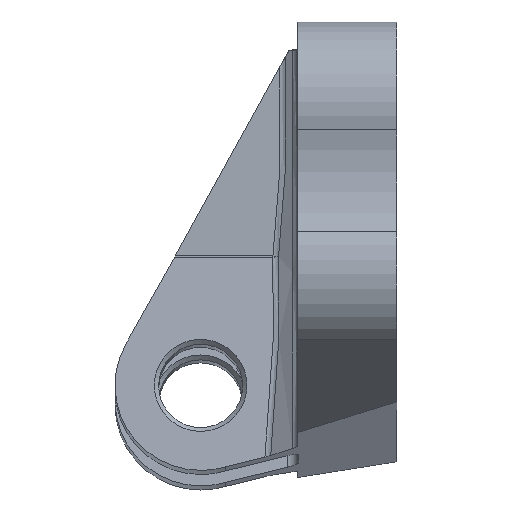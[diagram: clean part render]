
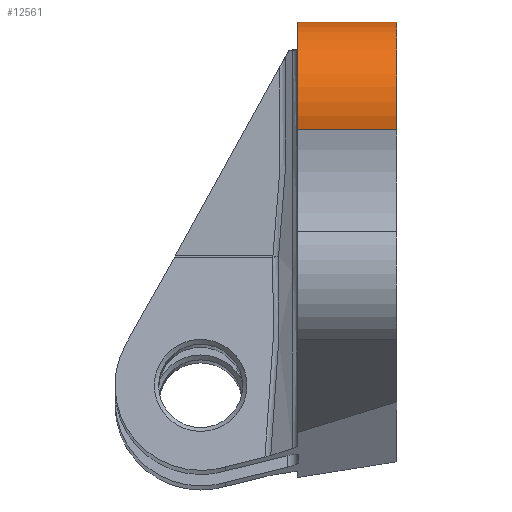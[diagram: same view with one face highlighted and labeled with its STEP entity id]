
A CAD part, left-side view. The second image highlights one B-rep face of the part: STEP entity #12561.
In plain terms, the highlighted cylindrical face has radius 19.5 mm (diameter 39 mm), a partial arc.
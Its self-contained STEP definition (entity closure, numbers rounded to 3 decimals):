
#699 = PLANE('',#700);
#700 = AXIS2_PLACEMENT_3D('',#701,#702,#703);
#701 = CARTESIAN_POINT('',(0.,0.,0.));
#702 = DIRECTION('',(0.,1.,0.));
#703 = DIRECTION('',(0.,-0.,1.));
#2145 = PLANE('',#2146);
#2146 = AXIS2_PLACEMENT_3D('',#2147,#2148,#2149);
#2147 = CARTESIAN_POINT('',(0.,22.563,0.));
#2148 = DIRECTION('',(0.,1.,0.));
#2149 = DIRECTION('',(0.,-0.,1.));
#6329 = VERTEX_POINT('',#6330);
#6330 = CARTESIAN_POINT('',(-76.96,0.,37.42));
#6344 = B_SPLINE_SURFACE_WITH_KNOTS('',2,1,(
    (#6345,#6346)
    ,(#6347,#6348)
    ,(#6349,#6350
    )),.UNSPECIFIED.,.F.,.F.,.F.,(3,3),(2,2),(0.,1.),(0.,1.),
  .PIECEWISE_BEZIER_KNOTS.);
#6345 = CARTESIAN_POINT('',(-76.96,24.751,
    37.42));
#6346 = CARTESIAN_POINT('',(-76.96,0.,37.42));
#6347 = CARTESIAN_POINT('',(28.87,24.751,
    20.919));
#6348 = CARTESIAN_POINT('',(28.87,0.,20.919));
#6349 = CARTESIAN_POINT('',(72.244,24.751,
    37.418));
#6350 = CARTESIAN_POINT('',(72.244,0.,37.418));
#6358 = EDGE_CURVE('',#6329,#6359,#6361,.T.);
#6359 = VERTEX_POINT('',#6360);
#6360 = CARTESIAN_POINT('',(-95.793,0.,12.864));
#6361 = SURFACE_CURVE('',#6362,(#6367,#6378),.PCURVE_S1.);
#6362 = CIRCLE('',#6363,19.5);
#6363 = AXIS2_PLACEMENT_3D('',#6364,#6365,#6366);
#6364 = CARTESIAN_POINT('',(-76.96,0.,17.92));
#6365 = DIRECTION('',(0.,-1.,0.));
#6366 = DIRECTION('',(0.,0.,-1.));
#6367 = PCURVE('',#699,#6368);
#6368 = DEFINITIONAL_REPRESENTATION('',(#6369),#6377);
#6369 = ( BOUNDED_CURVE() B_SPLINE_CURVE(2,(#6370,#6371,#6372,#6373,
#6374,#6375,#6376),.UNSPECIFIED.,.T.,.F.) B_SPLINE_CURVE_WITH_KNOTS((1,2
    ,2,2,2,1),(-2.094,0.,2.094,4.189,
6.283,8.378),.UNSPECIFIED.) CURVE() 
GEOMETRIC_REPRESENTATION_ITEM() RATIONAL_B_SPLINE_CURVE((1.,0.5,1.,0.5,
1.,0.5,1.)) REPRESENTATION_ITEM('') );
#6370 = CARTESIAN_POINT('',(-1.58,-76.96));
#6371 = CARTESIAN_POINT('',(-1.58,-43.185));
#6372 = CARTESIAN_POINT('',(27.67,-60.073));
#6373 = CARTESIAN_POINT('',(56.92,-76.96));
#6374 = CARTESIAN_POINT('',(27.67,-93.848));
#6375 = CARTESIAN_POINT('',(-1.58,-110.735));
#6376 = CARTESIAN_POINT('',(-1.58,-76.96));
#6377 = ( GEOMETRIC_REPRESENTATION_CONTEXT(2) 
PARAMETRIC_REPRESENTATION_CONTEXT() REPRESENTATION_CONTEXT('2D SPACE',''
  ) );
#6378 = PCURVE('',#6379,#6384);
#6379 = CYLINDRICAL_SURFACE('',#6380,19.5);
#6380 = AXIS2_PLACEMENT_3D('',#6381,#6382,#6383);
#6381 = CARTESIAN_POINT('',(-76.96,110.,17.92));
#6382 = DIRECTION('',(-0.,-1.,-0.));
#6383 = DIRECTION('',(0.,0.,-1.));
#6384 = DEFINITIONAL_REPRESENTATION('',(#6385),#6389);
#6385 = LINE('',#6386,#6387);
#6386 = CARTESIAN_POINT('',(0.,110.));
#6387 = VECTOR('',#6388,1.);
#6388 = DIRECTION('',(1.,0.));
#6389 = ( GEOMETRIC_REPRESENTATION_CONTEXT(2) 
PARAMETRIC_REPRESENTATION_CONTEXT() REPRESENTATION_CONTEXT('2D SPACE',''
  ) );
#6408 = CYLINDRICAL_SURFACE('',#6409,31.055);
#6409 = AXIS2_PLACEMENT_3D('',#6410,#6411,#6412);
#6410 = CARTESIAN_POINT('',(-125.786,110.,4.812));
#6411 = DIRECTION('',(-0.,-1.,-0.));
#6412 = DIRECTION('',(0.,0.,-1.));
#9555 = EDGE_CURVE('',#9556,#6329,#9558,.T.);
#9556 = VERTEX_POINT('',#9557);
#9557 = CARTESIAN_POINT('',(-76.96,22.563,37.42));
#9558 = SURFACE_CURVE('',#9559,(#9563,#9569),.PCURVE_S1.);
#9559 = LINE('',#9560,#9561);
#9560 = CARTESIAN_POINT('',(-76.96,110.,37.42));
#9561 = VECTOR('',#9562,1.);
#9562 = DIRECTION('',(-0.,-1.,-0.));
#9563 = PCURVE('',#6344,#9564);
#9564 = DEFINITIONAL_REPRESENTATION('',(#9565),#9568);
#9565 = B_SPLINE_CURVE_WITH_KNOTS('',1,(#9566,#9567),.UNSPECIFIED.,.F.,
  .F.,(2,2),(87.437,110.),.PIECEWISE_BEZIER_KNOTS.);
#9566 = CARTESIAN_POINT('',(0.,0.088));
#9567 = CARTESIAN_POINT('',(0.,1.));
#9568 = ( GEOMETRIC_REPRESENTATION_CONTEXT(2) 
PARAMETRIC_REPRESENTATION_CONTEXT() REPRESENTATION_CONTEXT('2D SPACE',''
  ) );
#9569 = PCURVE('',#6379,#9570);
#9570 = DEFINITIONAL_REPRESENTATION('',(#9571),#9575);
#9571 = LINE('',#9572,#9573);
#9572 = CARTESIAN_POINT('',(3.142,0.));
#9573 = VECTOR('',#9574,1.);
#9574 = DIRECTION('',(0.,1.));
#9575 = ( GEOMETRIC_REPRESENTATION_CONTEXT(2) 
PARAMETRIC_REPRESENTATION_CONTEXT() REPRESENTATION_CONTEXT('2D SPACE',''
  ) );
#11712 = VERTEX_POINT('',#11713);
#11713 = CARTESIAN_POINT('',(-95.793,22.563,12.864)
  );
#11739 = EDGE_CURVE('',#11712,#9556,#11740,.T.);
#11740 = SURFACE_CURVE('',#11741,(#11746,#11753),.PCURVE_S1.);
#11741 = CIRCLE('',#11742,19.5);
#11742 = AXIS2_PLACEMENT_3D('',#11743,#11744,#11745);
#11743 = CARTESIAN_POINT('',(-76.96,22.563,17.92));
#11744 = DIRECTION('',(0.,1.,0.));
#11745 = DIRECTION('',(0.,-0.,1.));
#11746 = PCURVE('',#2145,#11747);
#11747 = DEFINITIONAL_REPRESENTATION('',(#11748),#11752);
#11748 = CIRCLE('',#11749,19.5);
#11749 = AXIS2_PLACEMENT_2D('',#11750,#11751);
#11750 = CARTESIAN_POINT('',(17.92,-76.96));
#11751 = DIRECTION('',(1.,0.));
#11752 = ( GEOMETRIC_REPRESENTATION_CONTEXT(2) 
PARAMETRIC_REPRESENTATION_CONTEXT() REPRESENTATION_CONTEXT('2D SPACE',''
  ) );
#11753 = PCURVE('',#6379,#11754);
#11754 = DEFINITIONAL_REPRESENTATION('',(#11755),#11759);
#11755 = LINE('',#11756,#11757);
#11756 = CARTESIAN_POINT('',(9.425,87.437));
#11757 = VECTOR('',#11758,1.);
#11758 = DIRECTION('',(-1.,0.));
#11759 = ( GEOMETRIC_REPRESENTATION_CONTEXT(2) 
PARAMETRIC_REPRESENTATION_CONTEXT() REPRESENTATION_CONTEXT('2D SPACE',''
  ) );
#12561 = ADVANCED_FACE('',(#12562),#6379,.T.);
#12562 = FACE_BOUND('',#12563,.T.);
#12563 = EDGE_LOOP('',(#12564,#12585,#12586,#12587));
#12564 = ORIENTED_EDGE('',*,*,#12565,.T.);
#12565 = EDGE_CURVE('',#11712,#6359,#12566,.T.);
#12566 = SURFACE_CURVE('',#12567,(#12571,#12578),.PCURVE_S1.);
#12567 = LINE('',#12568,#12569);
#12568 = CARTESIAN_POINT('',(-95.793,110.,12.864));
#12569 = VECTOR('',#12570,1.);
#12570 = DIRECTION('',(-0.,-1.,-0.));
#12571 = PCURVE('',#6379,#12572);
#12572 = DEFINITIONAL_REPRESENTATION('',(#12573),#12577);
#12573 = LINE('',#12574,#12575);
#12574 = CARTESIAN_POINT('',(4.975,0.));
#12575 = VECTOR('',#12576,1.);
#12576 = DIRECTION('',(0.,1.));
#12577 = ( GEOMETRIC_REPRESENTATION_CONTEXT(2) 
PARAMETRIC_REPRESENTATION_CONTEXT() REPRESENTATION_CONTEXT('2D SPACE',''
  ) );
#12578 = PCURVE('',#6408,#12579);
#12579 = DEFINITIONAL_REPRESENTATION('',(#12580),#12584);
#12580 = LINE('',#12581,#12582);
#12581 = CARTESIAN_POINT('',(1.833,0.));
#12582 = VECTOR('',#12583,1.);
#12583 = DIRECTION('',(0.,1.));
#12584 = ( GEOMETRIC_REPRESENTATION_CONTEXT(2) 
PARAMETRIC_REPRESENTATION_CONTEXT() REPRESENTATION_CONTEXT('2D SPACE',''
  ) );
#12585 = ORIENTED_EDGE('',*,*,#6358,.F.);
#12586 = ORIENTED_EDGE('',*,*,#9555,.F.);
#12587 = ORIENTED_EDGE('',*,*,#11739,.F.);
